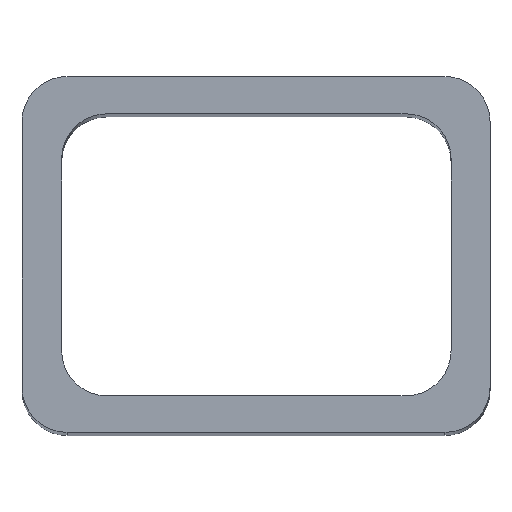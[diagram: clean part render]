
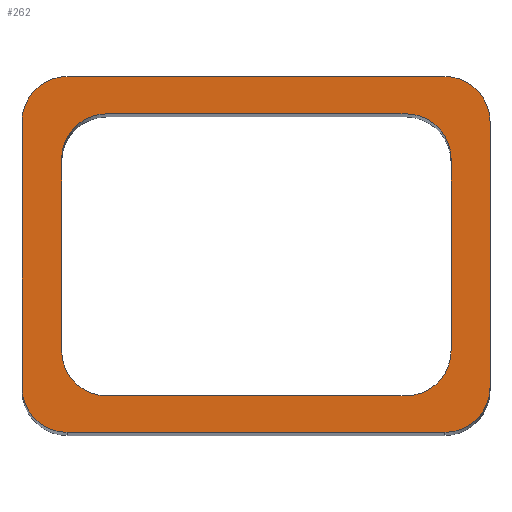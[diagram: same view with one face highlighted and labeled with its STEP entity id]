
A CAD part, top view. The second image highlights one B-rep face of the part: STEP entity #262.
In plain terms, the highlighted planar face has unit normal (0, 0, 1).
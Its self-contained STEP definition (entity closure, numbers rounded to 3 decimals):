
#5 = LINE ( 'NONE', #491, #51 ) ;
#6 = CARTESIAN_POINT ( 'NONE',  ( 51.936, 5., 200. ) ) ;
#7 = CARTESIAN_POINT ( 'NONE',  ( 4.4, 35.35, 200. ) ) ;
#9 = AXIS2_PLACEMENT_3D ( 'NONE', #76, #357, #216 ) ;
#10 = EDGE_CURVE ( 'NONE', #167, #528, #219, .T. ) ;
#14 = DIRECTION ( 'NONE',  ( 1., 0., 0. ) ) ;
#18 = AXIS2_PLACEMENT_3D ( 'NONE', #22, #409, #123 ) ;
#20 = CARTESIAN_POINT ( 'NONE',  ( 47.615, 9.062, 200. ) ) ;
#21 = CARTESIAN_POINT ( 'NONE',  ( 46.936, 39.498, 200. ) ) ;
#22 = CARTESIAN_POINT ( 'NONE',  ( 42.615, 30.35, 200. ) ) ;
#23 = VERTEX_POINT ( 'NONE', #595 ) ;
#24 = DIRECTION ( 'NONE',  ( -1., 0., 0. ) ) ;
#28 = DIRECTION ( 'NONE',  ( 0., -1., 0. ) ) ;
#43 = CARTESIAN_POINT ( 'NONE',  ( 0., 5., 200. ) ) ;
#47 = ORIENTED_EDGE ( 'NONE', *, *, #246, .T. ) ;
#50 = ORIENTED_EDGE ( 'NONE', *, *, #394, .T. ) ;
#51 = VECTOR ( 'NONE', #248, 1000. ) ;
#53 = EDGE_CURVE ( 'NONE', #428, #572, #238, .T. ) ;
#70 = VERTEX_POINT ( 'NONE', #21 ) ;
#73 = AXIS2_PLACEMENT_3D ( 'NONE', #472, #181, #164 ) ;
#76 = CARTESIAN_POINT ( 'NONE',  ( 9.4, 9.062, 200. ) ) ;
#79 = ORIENTED_EDGE ( 'NONE', *, *, #10, .T. ) ;
#85 = FACE_OUTER_BOUND ( 'NONE', #531, .T. ) ;
#86 = EDGE_CURVE ( 'NONE', #274, #498, #587, .T. ) ;
#92 = DIRECTION ( 'NONE',  ( 0., 1., 0. ) ) ;
#99 = ORIENTED_EDGE ( 'NONE', *, *, #278, .T. ) ;
#104 = EDGE_LOOP ( 'NONE', ( #331, #139, #302, #118, #408, #575, #432, #99 ) ) ;
#107 = EDGE_CURVE ( 'NONE', #229, #508, #206, .T. ) ;
#109 = CARTESIAN_POINT ( 'NONE',  ( 4.4, 4.062, 200. ) ) ;
#112 = DIRECTION ( 'NONE',  ( 0., 0., 1. ) ) ;
#115 = VECTOR ( 'NONE', #510, 1000. ) ;
#118 = ORIENTED_EDGE ( 'NONE', *, *, #270, .T. ) ;
#121 = ORIENTED_EDGE ( 'NONE', *, *, #107, .T. ) ;
#123 = DIRECTION ( 'NONE',  ( -1., 0., 0. ) ) ;
#127 = CARTESIAN_POINT ( 'NONE',  ( 0., 0., 200. ) ) ;
#129 = ORIENTED_EDGE ( 'NONE', *, *, #439, .T. ) ;
#131 = CARTESIAN_POINT ( 'NONE',  ( 46.936, 0., 200. ) ) ;
#133 = LINE ( 'NONE', #517, #607 ) ;
#139 = ORIENTED_EDGE ( 'NONE', *, *, #429, .T. ) ;
#141 = AXIS2_PLACEMENT_3D ( 'NONE', #454, #169, #24 ) ;
#142 = EDGE_CURVE ( 'NONE', #434, #586, #604, .T. ) ;
#147 = LINE ( 'NONE', #562, #158 ) ;
#157 = CARTESIAN_POINT ( 'NONE',  ( 47.615, 30.35, 200. ) ) ;
#158 = VECTOR ( 'NONE', #92, 1000. ) ;
#164 = DIRECTION ( 'NONE',  ( -1., 0., 0. ) ) ;
#167 = VERTEX_POINT ( 'NONE', #287 ) ;
#169 = DIRECTION ( 'NONE',  ( 0., 0., -1. ) ) ;
#181 = DIRECTION ( 'NONE',  ( 0., 0., 1. ) ) ;
#182 = VERTEX_POINT ( 'NONE', #363 ) ;
#186 = CARTESIAN_POINT ( 'NONE',  ( 9.4, 35.35, 200. ) ) ;
#188 = DIRECTION ( 'NONE',  ( 0., 0., -1. ) ) ;
#202 = CARTESIAN_POINT ( 'NONE',  ( 51.936, 0., 200. ) ) ;
#203 = VECTOR ( 'NONE', #348, 1000. ) ;
#206 = LINE ( 'NONE', #202, #293 ) ;
#216 = DIRECTION ( 'NONE',  ( -1., 0., 0. ) ) ;
#219 = CIRCLE ( 'NONE', #73, 5. ) ;
#222 = CARTESIAN_POINT ( 'NONE',  ( 0., 34.498, 200. ) ) ;
#229 = VERTEX_POINT ( 'NONE', #6 ) ;
#234 = ORIENTED_EDGE ( 'NONE', *, *, #292, .T. ) ;
#238 = LINE ( 'NONE', #7, #390 ) ;
#239 = FACE_BOUND ( 'NONE', #104, .T. ) ;
#244 = DIRECTION ( 'NONE',  ( 0., 0., 1. ) ) ;
#246 = EDGE_CURVE ( 'NONE', #508, #70, #392, .T. ) ;
#248 = DIRECTION ( 'NONE',  ( -1., 0., 0. ) ) ;
#249 = LINE ( 'NONE', #127, #576 ) ;
#258 = EDGE_CURVE ( 'NONE', #23, #426, #281, .T. ) ;
#261 = ORIENTED_EDGE ( 'NONE', *, *, #460, .T. ) ;
#262 = ADVANCED_FACE ( 'NONE', ( #85, #239 ), #311, .F. ) ;
#265 = CIRCLE ( 'NONE', #9, 5. ) ;
#270 = EDGE_CURVE ( 'NONE', #428, #483, #509, .T. ) ;
#274 = VERTEX_POINT ( 'NONE', #20 ) ;
#278 = EDGE_CURVE ( 'NONE', #182, #426, #265, .T. ) ;
#281 = LINE ( 'NONE', #457, #115 ) ;
#283 = LINE ( 'NONE', #109, #203 ) ;
#286 = DIRECTION ( 'NONE',  ( 0., 0., -1. ) ) ;
#287 = CARTESIAN_POINT ( 'NONE',  ( 5., 39.498, 200. ) ) ;
#292 = EDGE_CURVE ( 'NONE', #528, #434, #249, .T. ) ;
#293 = VECTOR ( 'NONE', #393, 1000. ) ;
#302 = ORIENTED_EDGE ( 'NONE', *, *, #53, .F. ) ;
#303 = AXIS2_PLACEMENT_3D ( 'NONE', #594, #599, #309 ) ;
#305 = CARTESIAN_POINT ( 'NONE',  ( 5., 5., 200. ) ) ;
#309 = DIRECTION ( 'NONE',  ( -1., 0., 0. ) ) ;
#311 = PLANE ( 'NONE',  #141 ) ;
#314 = CIRCLE ( 'NONE', #579, 5. ) ;
#320 = CARTESIAN_POINT ( 'NONE',  ( 51.936, 34.498, 200. ) ) ;
#324 = DIRECTION ( 'NONE',  ( -1., 0., 0. ) ) ;
#331 = ORIENTED_EDGE ( 'NONE', *, *, #258, .F. ) ;
#340 = CARTESIAN_POINT ( 'NONE',  ( 42.615, 9.062, 200. ) ) ;
#348 = DIRECTION ( 'NONE',  ( 1., 0., 0. ) ) ;
#357 = DIRECTION ( 'NONE',  ( 0., 0., -1. ) ) ;
#363 = CARTESIAN_POINT ( 'NONE',  ( 9.4, 4.062, 200. ) ) ;
#373 = EDGE_CURVE ( 'NONE', #274, #483, #147, .T. ) ;
#375 = CARTESIAN_POINT ( 'NONE',  ( 4.4, 9.062, 200. ) ) ;
#385 = DIRECTION ( 'NONE',  ( -1., 0., 0. ) ) ;
#390 = VECTOR ( 'NONE', #574, 1000. ) ;
#391 = CARTESIAN_POINT ( 'NONE',  ( 46.936, 5., 200. ) ) ;
#392 = CIRCLE ( 'NONE', #303, 5. ) ;
#393 = DIRECTION ( 'NONE',  ( 0., 1., 0. ) ) ;
#394 = EDGE_CURVE ( 'NONE', #586, #546, #133, .T. ) ;
#408 = ORIENTED_EDGE ( 'NONE', *, *, #373, .F. ) ;
#409 = DIRECTION ( 'NONE',  ( 0., 0., -1. ) ) ;
#425 = CARTESIAN_POINT ( 'NONE',  ( 42.615, 35.35, 200. ) ) ;
#426 = VERTEX_POINT ( 'NONE', #375 ) ;
#428 = VERTEX_POINT ( 'NONE', #425 ) ;
#429 = EDGE_CURVE ( 'NONE', #23, #572, #518, .T. ) ;
#432 = ORIENTED_EDGE ( 'NONE', *, *, #474, .F. ) ;
#434 = VERTEX_POINT ( 'NONE', #43 ) ;
#438 = AXIS2_PLACEMENT_3D ( 'NONE', #340, #286, #385 ) ;
#439 = EDGE_CURVE ( 'NONE', #70, #167, #5, .T. ) ;
#442 = CARTESIAN_POINT ( 'NONE',  ( 42.615, 4.062, 200. ) ) ;
#450 = ORIENTED_EDGE ( 'NONE', *, *, #142, .T. ) ;
#454 = CARTESIAN_POINT ( 'NONE',  ( 0., 0., 200. ) ) ;
#457 = CARTESIAN_POINT ( 'NONE',  ( 4.4, 4.062, 200. ) ) ;
#460 = EDGE_CURVE ( 'NONE', #546, #229, #314, .T. ) ;
#472 = CARTESIAN_POINT ( 'NONE',  ( 5., 34.498, 200. ) ) ;
#474 = EDGE_CURVE ( 'NONE', #182, #498, #283, .T. ) ;
#482 = CARTESIAN_POINT ( 'NONE',  ( 9.4, 30.35, 200. ) ) ;
#483 = VERTEX_POINT ( 'NONE', #157 ) ;
#491 = CARTESIAN_POINT ( 'NONE',  ( 0., 39.498, 200. ) ) ;
#498 = VERTEX_POINT ( 'NONE', #442 ) ;
#508 = VERTEX_POINT ( 'NONE', #320 ) ;
#509 = CIRCLE ( 'NONE', #18, 5. ) ;
#510 = DIRECTION ( 'NONE',  ( 0., -1., 0. ) ) ;
#517 = CARTESIAN_POINT ( 'NONE',  ( 0., 0., 200. ) ) ;
#518 = CIRCLE ( 'NONE', #520, 5. ) ;
#520 = AXIS2_PLACEMENT_3D ( 'NONE', #482, #188, #324 ) ;
#528 = VERTEX_POINT ( 'NONE', #222 ) ;
#531 = EDGE_LOOP ( 'NONE', ( #50, #261, #121, #47, #129, #79, #234, #450 ) ) ;
#546 = VERTEX_POINT ( 'NONE', #131 ) ;
#562 = CARTESIAN_POINT ( 'NONE',  ( 47.615, 4.062, 200. ) ) ;
#564 = CARTESIAN_POINT ( 'NONE',  ( 5., 0., 200. ) ) ;
#568 = AXIS2_PLACEMENT_3D ( 'NONE', #305, #244, #584 ) ;
#572 = VERTEX_POINT ( 'NONE', #186 ) ;
#574 = DIRECTION ( 'NONE',  ( -1., 0., 0. ) ) ;
#575 = ORIENTED_EDGE ( 'NONE', *, *, #86, .T. ) ;
#576 = VECTOR ( 'NONE', #28, 1000. ) ;
#579 = AXIS2_PLACEMENT_3D ( 'NONE', #391, #112, #581 ) ;
#581 = DIRECTION ( 'NONE',  ( -1., 0., 0. ) ) ;
#584 = DIRECTION ( 'NONE',  ( -1., 0., 0. ) ) ;
#586 = VERTEX_POINT ( 'NONE', #564 ) ;
#587 = CIRCLE ( 'NONE', #438, 5. ) ;
#594 = CARTESIAN_POINT ( 'NONE',  ( 46.936, 34.498, 200. ) ) ;
#595 = CARTESIAN_POINT ( 'NONE',  ( 4.4, 30.35, 200. ) ) ;
#599 = DIRECTION ( 'NONE',  ( 0., 0., 1. ) ) ;
#604 = CIRCLE ( 'NONE', #568, 5. ) ;
#607 = VECTOR ( 'NONE', #14, 1000. ) ;
